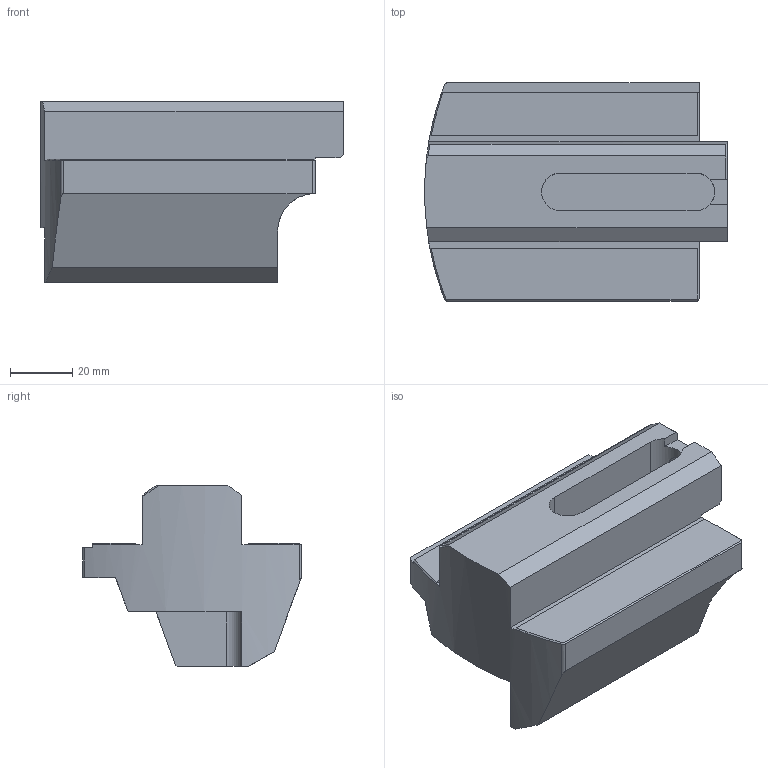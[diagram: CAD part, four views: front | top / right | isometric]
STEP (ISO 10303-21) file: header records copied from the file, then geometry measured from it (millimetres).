
FILE_DESCRIPTION(/* description */ (''),/* implementation_level */ '2;1');
FILE_NAME(/* name */ 'A731S400.stp',/* time_stamp */ '2013-12-21T10:06:48+06:00',/* author */ (''),/* organization */ (''),/* preprocessor_version */ 'ST-DEVELOPER v11',/* originating_system */ 'SIEMENS PLM Software NX 7.5',/* authorisation */ '');
FILE_SCHEMA (('AUTOMOTIVE_DESIGN { 1 0 10303 214 1 1 1 1 }'));
Length unit declared in the file: millimetre
Products named in the file (1): A731S400
Bounding box: 96.94 x 70 x 58 mm (x, y, z)
Volume: 179024.7 mm3; surface area: 27826 mm2
Topology: 1 solids, 2 shells, 63 faces, 177 edges, 118 vertices
Faces by surface type: plane 44, cylinder 14, cone 4, bspline 1
Full cylindrical faces by diameter (mm): 6 x1
Entity records: 2292 total; most frequent: CARTESIAN_POINT 641, ORIENTED_EDGE 350, DIRECTION 325, EDGE_CURVE 175, LINE 117, VECTOR 117, VERTEX_POINT 117, AXIS2_PLACEMENT_3D 104
